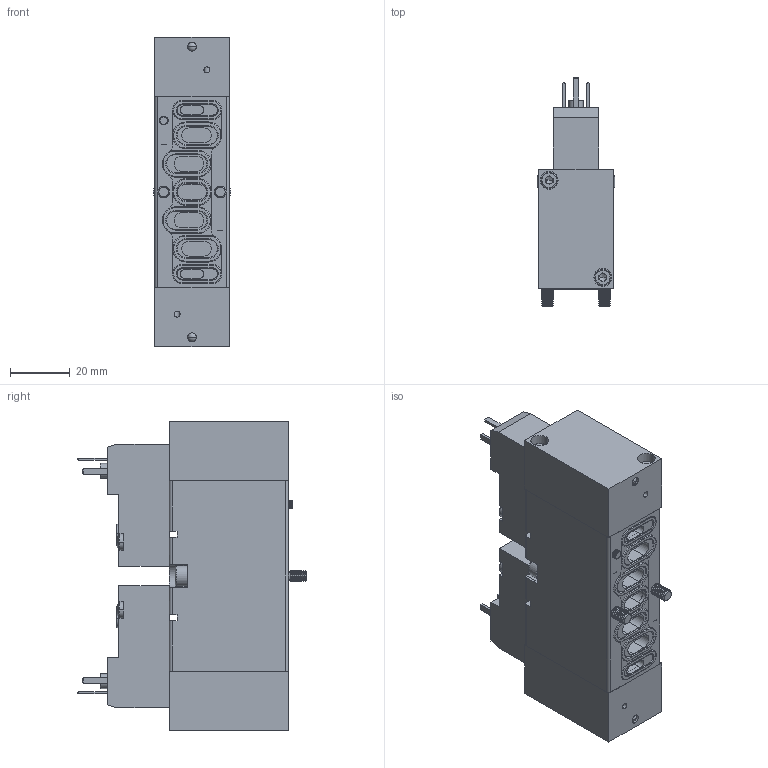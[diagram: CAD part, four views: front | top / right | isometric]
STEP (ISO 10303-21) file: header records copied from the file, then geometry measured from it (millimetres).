
FILE_DESCRIPTION (( 'STEP AP214' ), '1' );
FILE_NAME ('05_189_4.STEP', '2016-04-18T07:52:21', ( '' ), ( '' ), 'SwSTEP 2.0', 'SolidWorks 2016', '' );
FILE_SCHEMA (( 'AUTOMOTIVE_DESIGN' ));
Length unit declared in the file: millimetre
Products named in the file (1): 05_189_4
Bounding box: 26 x 76.8 x 104 mm (x, y, z)
Volume: 123009.2 mm3; surface area: 37231 mm2
Topology: 17 solids, 17 shells, 2399 faces, 6155 edges, 3812 vertices
Faces by surface type: cone 1046, cylinder 760, plane 461, torus 116, sphere 16
Entity records: 75382 total; most frequent: DIRECTION 14270, CARTESIAN_POINT 12828, ORIENTED_EDGE 12230, EDGE_CURVE 6115, AXIS2_PLACEMENT_3D 5828, VERTEX_POINT 3800, CIRCLE 3428, LINE 2614
